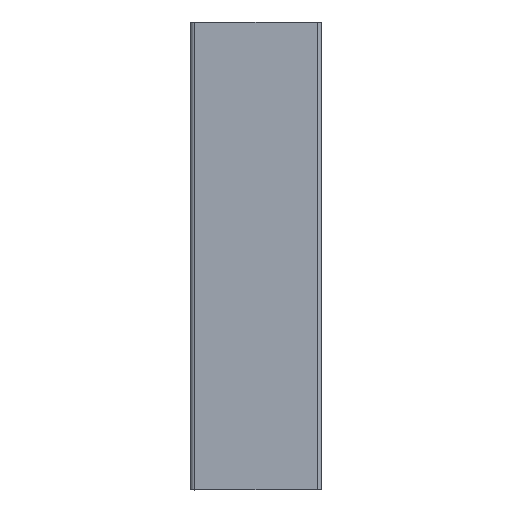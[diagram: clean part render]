
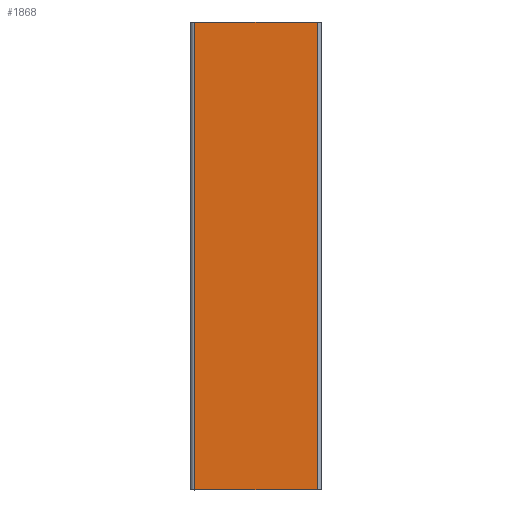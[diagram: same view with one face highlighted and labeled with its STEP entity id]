
A CAD part, left-side view. The second image highlights one B-rep face of the part: STEP entity #1868.
In plain terms, the highlighted planar face has unit normal (-1, 0, 0).
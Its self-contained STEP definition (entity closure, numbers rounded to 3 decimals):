
#1868 = ADVANCED_FACE ( 'NONE', ( #3841 ), #3840, .F. ) ;
#1869 = EDGE_LOOP ( 'NONE', ( #1870, #1874, #1930, #1933 ) ) ;
#1870 = ORIENTED_EDGE ( 'NONE', *, *, #1871, .T. ) ;
#1871 = EDGE_CURVE ( 'NONE', #1872, #1873, #3899, .T. ) ;
#1872 = VERTEX_POINT ( 'NONE', #3895 ) ;
#1873 = VERTEX_POINT ( 'NONE', #3894 ) ;
#1874 = ORIENTED_EDGE ( 'NONE', *, *, #1875, .T. ) ;
#1875 = EDGE_CURVE ( 'NONE', #1873, #1929, #3893, .T. ) ;
#1929 = VERTEX_POINT ( 'NONE', #3981 ) ;
#1930 = ORIENTED_EDGE ( 'NONE', *, *, #1931, .T. ) ;
#1931 = EDGE_CURVE ( 'NONE', #1929, #1932, #3980, .T. ) ;
#1932 = VERTEX_POINT ( 'NONE', #3976 ) ;
#1933 = ORIENTED_EDGE ( 'NONE', *, *, #1934, .F. ) ;
#1934 = EDGE_CURVE ( 'NONE', #1872, #1932, #3975, .T. ) ;
#3837 = DIRECTION ( 'NONE',  ( 1., 0., 0. ) ) ;
#3838 = AXIS2_PLACEMENT_3D ( 'NONE', #3839, #3837, #3900 ) ;
#3839 = CARTESIAN_POINT ( 'NONE',  ( -92.5, 0., 3000. ) ) ;
#3840 = PLANE ( 'NONE',  #3838 ) ;
#3841 = FACE_OUTER_BOUND ( 'NONE', #1869, .T. ) ;
#3890 = DIRECTION ( 'NONE',  ( 0., -1., 0. ) ) ;
#3891 = VECTOR ( 'NONE', #3890, 1000. ) ;
#3892 = CARTESIAN_POINT ( 'NONE',  ( -92.5, 0., 2675. ) ) ;
#3893 = LINE ( 'NONE', #3892, #3891 ) ;
#3894 = CARTESIAN_POINT ( 'NONE',  ( -92.5, 42.5, 2675. ) ) ;
#3895 = CARTESIAN_POINT ( 'NONE',  ( -92.5, 42.5, 3000. ) ) ;
#3896 = DIRECTION ( 'NONE',  ( 0., 0., -1. ) ) ;
#3897 = VECTOR ( 'NONE', #3896, 1000. ) ;
#3898 = CARTESIAN_POINT ( 'NONE',  ( -92.5, 42.5, 3000. ) ) ;
#3899 = LINE ( 'NONE', #3898, #3897 ) ;
#3900 = DIRECTION ( 'NONE',  ( 0., 0., -1. ) ) ;
#3972 = DIRECTION ( 'NONE',  ( 0., -1., 0. ) ) ;
#3973 = VECTOR ( 'NONE', #3972, 1000. ) ;
#3974 = CARTESIAN_POINT ( 'NONE',  ( -92.5, 0., 3000. ) ) ;
#3975 = LINE ( 'NONE', #3974, #3973 ) ;
#3976 = CARTESIAN_POINT ( 'NONE',  ( -92.5, -42.5, 3000. ) ) ;
#3977 = DIRECTION ( 'NONE',  ( 0., 0., 1. ) ) ;
#3978 = VECTOR ( 'NONE', #3977, 1000. ) ;
#3979 = CARTESIAN_POINT ( 'NONE',  ( -92.5, -42.5, 3000. ) ) ;
#3980 = LINE ( 'NONE', #3979, #3978 ) ;
#3981 = CARTESIAN_POINT ( 'NONE',  ( -92.5, -42.5, 2675. ) ) ;
